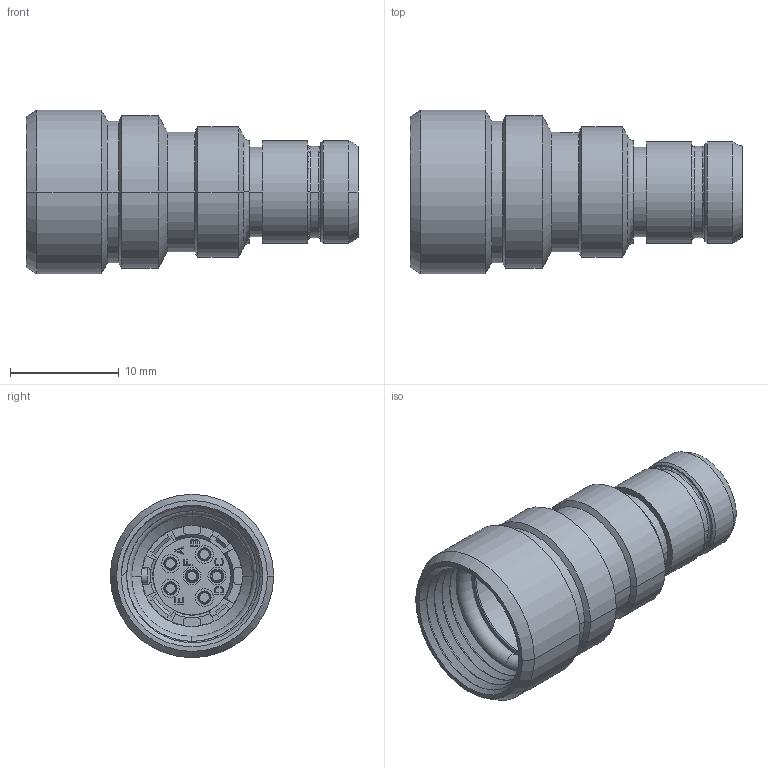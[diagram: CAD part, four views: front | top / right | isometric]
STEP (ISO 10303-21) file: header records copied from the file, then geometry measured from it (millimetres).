
FILE_DESCRIPTION((''),'2;1');
FILE_NAME('1332P006FS','2024-07-25T14:43:18',('paultorloting'),('NET AG system integration'),'CREO PARAMETRIC BY PTC INC, 2021404','CREO PARAMETRIC BY PTC INC, 2021404','');
FILE_SCHEMA(('AUTOMOTIVE_DESIGN { 1 0 10303 214 1 1 1 1 }'));
Length unit declared in the file: millimetre
Products named in the file (1): 1332P006FS
Bounding box: 30.5 x 15 x 15 mm (x, y, z)
Volume: 1972.2 mm3; surface area: 3450.2 mm2
Topology: 1 solids, 7 shells, 680 faces, 1732 edges, 1117 vertices
Faces by surface type: plane 403, cylinder 161, cone 59, torus 53, bspline 4
Entity records: 26937 total; most frequent: CARTESIAN_POINT 5290, ORIENTED_EDGE 3464, DIRECTION 3438, EDGE_CURVE 1732, VECTOR 1199, LINE 1199, AXIS2_PLACEMENT_3D 1118, VERTEX_POINT 1117
